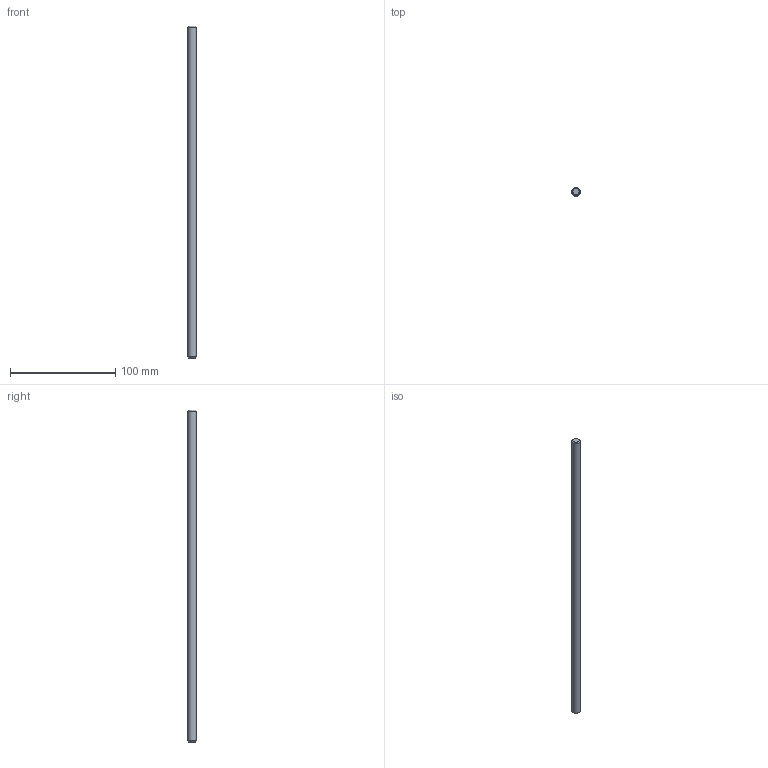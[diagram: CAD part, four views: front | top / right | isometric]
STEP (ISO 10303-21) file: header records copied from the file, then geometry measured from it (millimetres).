
FILE_DESCRIPTION(('FreeCAD Model'),'2;1');
FILE_NAME('8mmx315_rod_v1.0.step','2016-11-08T15:21:49',('Author'),(''), 'Open CASCADE STEP processor 6.8','FreeCAD','Unknown');
FILE_SCHEMA(('AUTOMOTIVE_DESIGN_CC2 { 1 2 10303 214 -1 1 5 4 }'));
Length unit declared in the file: millimetre
Products named in the file (2): ASSEMBLY; Chamfer
Assembly tree (1 placements, depth 2):
  ASSEMBLY
    Chamfer
Bounding box: 8 x 8 x 315 mm (x, y, z)
Volume: 15810.6 mm3; surface area: 7985.3 mm2
Topology: 1 solids, 1 shells, 5 faces, 7 edges, 4 vertices
Faces by surface type: cone 2, plane 2, cylinder 1
Full cylindrical faces by diameter (mm): 8 x1
Entity records: 241 total; most frequent: CARTESIAN_POINT 48, DIRECTION 33, ORIENTED_EDGE 14, PCURVE 14, DEFINITIONAL_REPRESENTATION 14, AXIS2_PLACEMENT_3D 11, LINE 11, VECTOR 11
